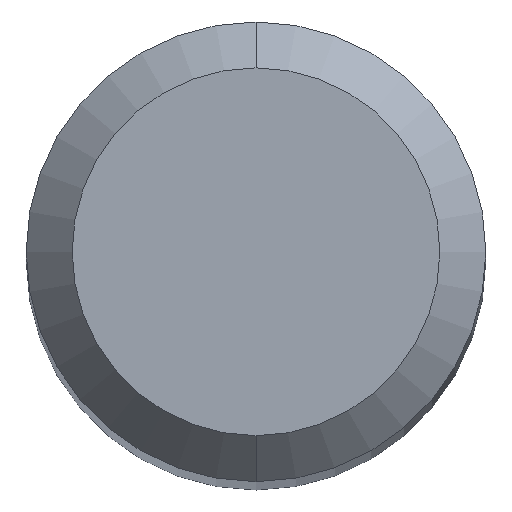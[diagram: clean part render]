
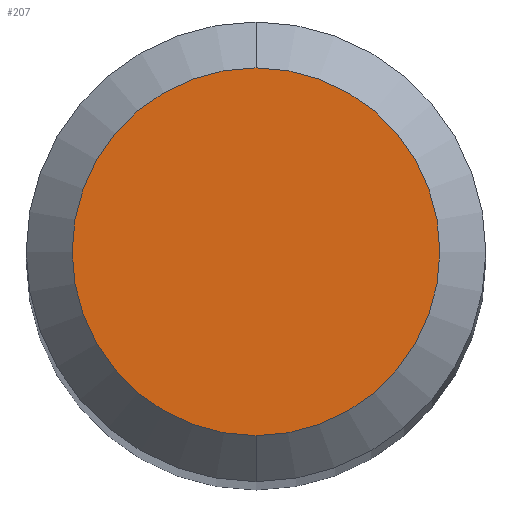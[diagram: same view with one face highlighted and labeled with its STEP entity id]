
A CAD part, top view. The second image highlights one B-rep face of the part: STEP entity #207.
In plain terms, the highlighted planar face has unit normal (0, 0, 1).
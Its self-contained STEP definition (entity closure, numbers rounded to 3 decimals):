
#207=ADVANCED_FACE('',(#515),#516,.T.);
#249=EDGE_CURVE('',#443,#425,#564,.T.);
#401=EDGE_CURVE('',#425,#443,#730,.T.);
#425=VERTEX_POINT('',#757);
#443=VERTEX_POINT('',#777);
#515=FACE_OUTER_BOUND('',#882,.T.);
#516=PLANE('',#883);
#564=CIRCLE('',#948,1.2);
#730=CIRCLE('',#1308,1.2);
#757=CARTESIAN_POINT('',(0.0,1.2,0.0));
#777=CARTESIAN_POINT('',(0.,-1.2,0.0));
#882=EDGE_LOOP('',(#1474,#1475));
#883=AXIS2_PLACEMENT_3D('',#1476,#1477,#1478);
#948=AXIS2_PLACEMENT_3D('',#1531,#1532,#1533);
#1308=AXIS2_PLACEMENT_3D('',#1710,#1711,#1712);
#1474=ORIENTED_EDGE('',*,*,#401,.F.);
#1475=ORIENTED_EDGE('',*,*,#249,.F.);
#1476=CARTESIAN_POINT('',(0.0,0.6,0.0));
#1477=DIRECTION('',(-0.0,0.0,1.0));
#1478=DIRECTION('',(0.0,-1.0,0.0));
#1531=CARTESIAN_POINT('',(0.0,0.0,0.0));
#1532=DIRECTION('',(0.0,0.0,-1.0));
#1533=DIRECTION('',(0.0,1.0,0.0));
#1710=CARTESIAN_POINT('',(0.0,0.0,0.0));
#1711=DIRECTION('',(0.0,0.0,-1.0));
#1712=DIRECTION('',(0.0,1.0,0.0));
